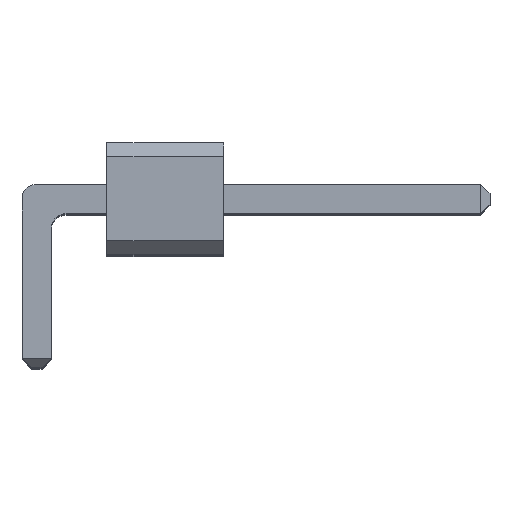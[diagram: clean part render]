
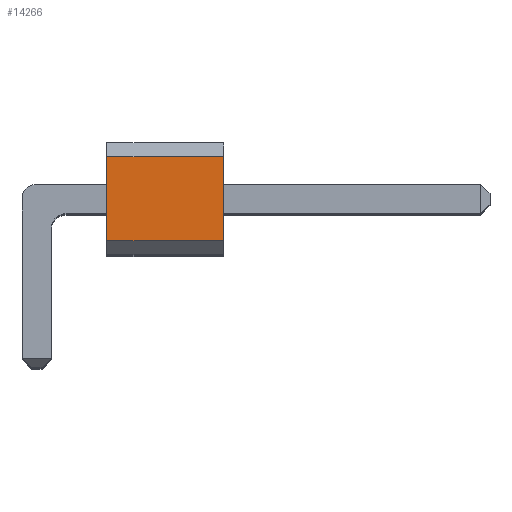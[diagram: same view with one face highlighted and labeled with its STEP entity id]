
A CAD part, top view. The second image highlights one B-rep face of the part: STEP entity #14266.
In plain terms, the highlighted planar face has unit normal (0, 0, 1).
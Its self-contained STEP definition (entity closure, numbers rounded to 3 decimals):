
#14266 = ADVANCED_FACE('',(#14267),#14281,.T.);
#14267 = FACE_BOUND('',#14268,.T.);
#14268 = EDGE_LOOP('',(#14269,#14304,#14332,#14360));
#14269 = ORIENTED_EDGE('',*,*,#14270,.F.);
#14270 = EDGE_CURVE('',#14271,#14273,#14275,.T.);
#14271 = VERTEX_POINT('',#14272);
#14272 = CARTESIAN_POINT('',(1.5,-0.9,19.05));
#14273 = VERTEX_POINT('',#14274);
#14274 = CARTESIAN_POINT('',(1.5,0.9,19.05));
#14275 = SURFACE_CURVE('',#14276,(#14280,#14292),.PCURVE_S1.);
#14276 = LINE('',#14277,#14278);
#14277 = CARTESIAN_POINT('',(1.5,-1.2,19.05));
#14278 = VECTOR('',#14279,1.);
#14279 = DIRECTION('',(0.,1.,0.));
#14280 = PCURVE('',#14281,#14286);
#14281 = PLANE('',#14282);
#14282 = AXIS2_PLACEMENT_3D('',#14283,#14284,#14285);
#14283 = CARTESIAN_POINT('',(1.5,-1.2,19.05));
#14284 = DIRECTION('',(0.,0.,1.));
#14285 = DIRECTION('',(0.,1.,0.));
#14286 = DEFINITIONAL_REPRESENTATION('',(#14287),#14291);
#14287 = LINE('',#14288,#14289);
#14288 = CARTESIAN_POINT('',(0.,0.));
#14289 = VECTOR('',#14290,1.);
#14290 = DIRECTION('',(1.,0.));
#14291 = ( GEOMETRIC_REPRESENTATION_CONTEXT(2) 
PARAMETRIC_REPRESENTATION_CONTEXT() REPRESENTATION_CONTEXT('2D SPACE',''
  ) );
#14292 = PCURVE('',#14293,#14298);
#14293 = PLANE('',#14294);
#14294 = AXIS2_PLACEMENT_3D('',#14295,#14296,#14297);
#14295 = CARTESIAN_POINT('',(1.5,-1.2,19.05));
#14296 = DIRECTION('',(1.,0.,0.));
#14297 = DIRECTION('',(0.,1.,0.));
#14298 = DEFINITIONAL_REPRESENTATION('',(#14299),#14303);
#14299 = LINE('',#14300,#14301);
#14300 = CARTESIAN_POINT('',(0.,0.));
#14301 = VECTOR('',#14302,1.);
#14302 = DIRECTION('',(1.,0.));
#14303 = ( GEOMETRIC_REPRESENTATION_CONTEXT(2) 
PARAMETRIC_REPRESENTATION_CONTEXT() REPRESENTATION_CONTEXT('2D SPACE',''
  ) );
#14304 = ORIENTED_EDGE('',*,*,#14305,.T.);
#14305 = EDGE_CURVE('',#14271,#14306,#14308,.T.);
#14306 = VERTEX_POINT('',#14307);
#14307 = CARTESIAN_POINT('',(4.,-0.9,19.05));
#14308 = SURFACE_CURVE('',#14309,(#14313,#14320),.PCURVE_S1.);
#14309 = LINE('',#14310,#14311);
#14310 = CARTESIAN_POINT('',(1.5,-0.9,19.05));
#14311 = VECTOR('',#14312,1.);
#14312 = DIRECTION('',(1.,0.,0.));
#14313 = PCURVE('',#14281,#14314);
#14314 = DEFINITIONAL_REPRESENTATION('',(#14315),#14319);
#14315 = LINE('',#14316,#14317);
#14316 = CARTESIAN_POINT('',(0.3,0.));
#14317 = VECTOR('',#14318,1.);
#14318 = DIRECTION('',(0.,-1.));
#14319 = ( GEOMETRIC_REPRESENTATION_CONTEXT(2) 
PARAMETRIC_REPRESENTATION_CONTEXT() REPRESENTATION_CONTEXT('2D SPACE',''
  ) );
#14320 = PCURVE('',#14321,#14326);
#14321 = PLANE('',#14322);
#14322 = AXIS2_PLACEMENT_3D('',#14323,#14324,#14325);
#14323 = CARTESIAN_POINT('',(1.5,-1.05,18.9));
#14324 = DIRECTION('',(0.,-0.707,
    0.707));
#14325 = DIRECTION('',(-1.,0.,0.));
#14326 = DEFINITIONAL_REPRESENTATION('',(#14327),#14331);
#14327 = LINE('',#14328,#14329);
#14328 = CARTESIAN_POINT('',(0.,-0.212));
#14329 = VECTOR('',#14330,1.);
#14330 = DIRECTION('',(-1.,0.));
#14331 = ( GEOMETRIC_REPRESENTATION_CONTEXT(2) 
PARAMETRIC_REPRESENTATION_CONTEXT() REPRESENTATION_CONTEXT('2D SPACE',''
  ) );
#14332 = ORIENTED_EDGE('',*,*,#14333,.T.);
#14333 = EDGE_CURVE('',#14306,#14334,#14336,.T.);
#14334 = VERTEX_POINT('',#14335);
#14335 = CARTESIAN_POINT('',(4.,0.9,19.05));
#14336 = SURFACE_CURVE('',#14337,(#14341,#14348),.PCURVE_S1.);
#14337 = LINE('',#14338,#14339);
#14338 = CARTESIAN_POINT('',(4.,-1.2,19.05));
#14339 = VECTOR('',#14340,1.);
#14340 = DIRECTION('',(0.,1.,0.));
#14341 = PCURVE('',#14281,#14342);
#14342 = DEFINITIONAL_REPRESENTATION('',(#14343),#14347);
#14343 = LINE('',#14344,#14345);
#14344 = CARTESIAN_POINT('',(0.,-2.5));
#14345 = VECTOR('',#14346,1.);
#14346 = DIRECTION('',(1.,0.));
#14347 = ( GEOMETRIC_REPRESENTATION_CONTEXT(2) 
PARAMETRIC_REPRESENTATION_CONTEXT() REPRESENTATION_CONTEXT('2D SPACE',''
  ) );
#14348 = PCURVE('',#14349,#14354);
#14349 = PLANE('',#14350);
#14350 = AXIS2_PLACEMENT_3D('',#14351,#14352,#14353);
#14351 = CARTESIAN_POINT('',(4.,-1.2,19.05));
#14352 = DIRECTION('',(1.,0.,0.));
#14353 = DIRECTION('',(0.,1.,0.));
#14354 = DEFINITIONAL_REPRESENTATION('',(#14355),#14359);
#14355 = LINE('',#14356,#14357);
#14356 = CARTESIAN_POINT('',(0.,0.));
#14357 = VECTOR('',#14358,1.);
#14358 = DIRECTION('',(1.,0.));
#14359 = ( GEOMETRIC_REPRESENTATION_CONTEXT(2) 
PARAMETRIC_REPRESENTATION_CONTEXT() REPRESENTATION_CONTEXT('2D SPACE',''
  ) );
#14360 = ORIENTED_EDGE('',*,*,#14361,.F.);
#14361 = EDGE_CURVE('',#14273,#14334,#14362,.T.);
#14362 = SURFACE_CURVE('',#14363,(#14367,#14374),.PCURVE_S1.);
#14363 = LINE('',#14364,#14365);
#14364 = CARTESIAN_POINT('',(1.5,0.9,19.05));
#14365 = VECTOR('',#14366,1.);
#14366 = DIRECTION('',(1.,0.,0.));
#14367 = PCURVE('',#14281,#14368);
#14368 = DEFINITIONAL_REPRESENTATION('',(#14369),#14373);
#14369 = LINE('',#14370,#14371);
#14370 = CARTESIAN_POINT('',(2.1,0.));
#14371 = VECTOR('',#14372,1.);
#14372 = DIRECTION('',(0.,-1.));
#14373 = ( GEOMETRIC_REPRESENTATION_CONTEXT(2) 
PARAMETRIC_REPRESENTATION_CONTEXT() REPRESENTATION_CONTEXT('2D SPACE',''
  ) );
#14374 = PCURVE('',#14375,#14380);
#14375 = PLANE('',#14376);
#14376 = AXIS2_PLACEMENT_3D('',#14377,#14378,#14379);
#14377 = CARTESIAN_POINT('',(1.5,1.05,18.9));
#14378 = DIRECTION('',(0.,0.707,0.707)
  );
#14379 = DIRECTION('',(1.,0.,0.));
#14380 = DEFINITIONAL_REPRESENTATION('',(#14381),#14385);
#14381 = LINE('',#14382,#14383);
#14382 = CARTESIAN_POINT('',(0.,-0.212));
#14383 = VECTOR('',#14384,1.);
#14384 = DIRECTION('',(1.,0.));
#14385 = ( GEOMETRIC_REPRESENTATION_CONTEXT(2) 
PARAMETRIC_REPRESENTATION_CONTEXT() REPRESENTATION_CONTEXT('2D SPACE',''
  ) );
